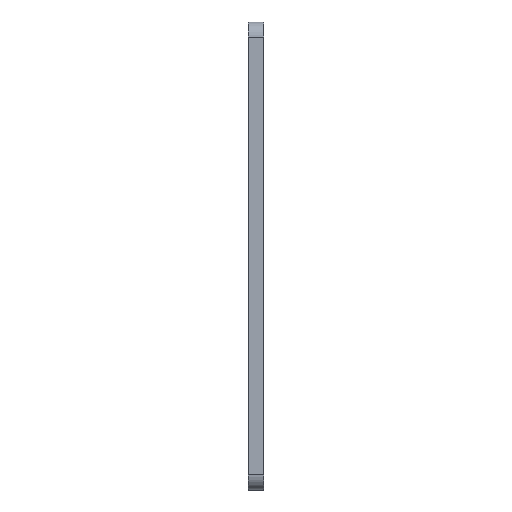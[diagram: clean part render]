
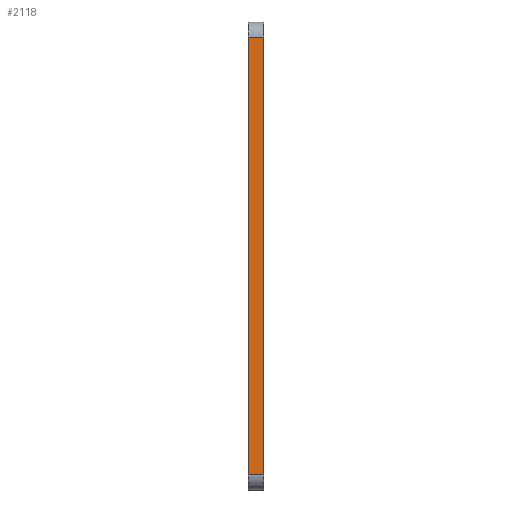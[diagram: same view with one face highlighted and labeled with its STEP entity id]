
A CAD part, left-side view. The second image highlights one B-rep face of the part: STEP entity #2118.
In plain terms, the highlighted planar face has unit normal (-1, 0, 0).
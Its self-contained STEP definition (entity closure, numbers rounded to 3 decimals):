
#130=PLANE('',#2348);
#196=FACE_OUTER_BOUND('',#352,.T.);
#352=EDGE_LOOP('',(#1744,#1745,#1746,#1747));
#435=LINE('',#3149,#617);
#520=LINE('',#3462,#702);
#533=LINE('',#3541,#715);
#534=LINE('',#3543,#716);
#617=VECTOR('',#2475,10.);
#702=VECTOR('',#2770,10.);
#715=VECTOR('',#2839,10.);
#716=VECTOR('',#2842,10.);
#934=VERTEX_POINT('',#3146);
#935=VERTEX_POINT('',#3148);
#1051=VERTEX_POINT('',#3459);
#1052=VERTEX_POINT('',#3461);
#1139=EDGE_CURVE('',#935,#934,#435,.T.);
#1295=EDGE_CURVE('',#1051,#1052,#520,.T.);
#1335=EDGE_CURVE('',#1052,#934,#533,.T.);
#1336=EDGE_CURVE('',#935,#1051,#534,.T.);
#1744=ORIENTED_EDGE('',*,*,#1335,.F.);
#1745=ORIENTED_EDGE('',*,*,#1295,.F.);
#1746=ORIENTED_EDGE('',*,*,#1336,.F.);
#1747=ORIENTED_EDGE('',*,*,#1139,.T.);
#2118=ADVANCED_FACE('',(#196),#130,.T.);
#2348=AXIS2_PLACEMENT_3D('',#3542,#2840,#2841);
#2475=DIRECTION('',(0.,0.,-1.));
#2770=DIRECTION('',(0.,0.,-1.));
#2839=DIRECTION('',(0.,1.,0.));
#2840=DIRECTION('center_axis',(-1.,0.,0.));
#2841=DIRECTION('ref_axis',(0.,0.,
-1.));
#2842=DIRECTION('',(0.,-1.,0.));
#3146=CARTESIAN_POINT('',(-32.5,-10.,-31.75));
#3148=CARTESIAN_POINT('',(-32.5,-10.,54.5));
#3149=CARTESIAN_POINT('',(-32.5,-10.,34.5));
#3459=CARTESIAN_POINT('',(-32.5,-13.,54.5));
#3461=CARTESIAN_POINT('',(-32.5,-13.,-31.75));
#3462=CARTESIAN_POINT('',(-32.5,-13.,34.5));
#3541=CARTESIAN_POINT('',(-32.5,-10.,-31.75));
#3542=CARTESIAN_POINT('Origin',(-32.5,-10.,57.5));
#3543=CARTESIAN_POINT('',(-32.5,-10.,54.5));
